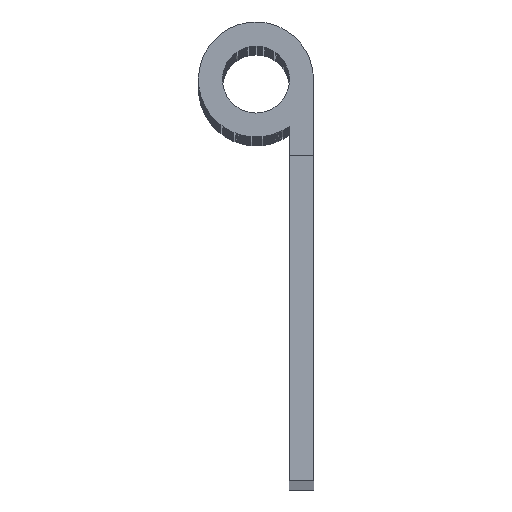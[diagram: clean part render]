
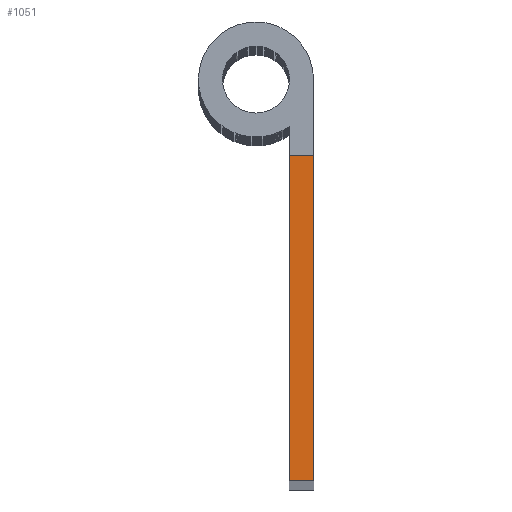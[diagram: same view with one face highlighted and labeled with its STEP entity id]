
A CAD part, top view. The second image highlights one B-rep face of the part: STEP entity #1051.
In plain terms, the highlighted planar face has unit normal (0, 0, 1).
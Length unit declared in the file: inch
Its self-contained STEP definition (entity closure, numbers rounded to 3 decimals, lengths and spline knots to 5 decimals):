
#15=PLANE('',#1165);
#69=LINE('',#1639,#175);
#70=LINE('',#1641,#176);
#71=LINE('',#1643,#177);
#72=LINE('',#1644,#178);
#175=VECTOR('',#1343,39.37008);
#176=VECTOR('',#1344,39.37008);
#177=VECTOR('',#1345,39.37008);
#178=VECTOR('',#1346,39.37008);
#311=FACE_OUTER_BOUND('',#375,.T.);
#375=EDGE_LOOP('',(#779,#780,#781,#782));
#529=VERTEX_POINT('',#1637);
#530=VERTEX_POINT('',#1638);
#531=VERTEX_POINT('',#1640);
#532=VERTEX_POINT('',#1642);
#633=EDGE_CURVE('',#529,#530,#69,.T.);
#634=EDGE_CURVE('',#529,#531,#70,.T.);
#635=EDGE_CURVE('',#531,#532,#71,.T.);
#636=EDGE_CURVE('',#532,#530,#72,.T.);
#779=ORIENTED_EDGE('',*,*,#633,.F.);
#780=ORIENTED_EDGE('',*,*,#634,.T.);
#781=ORIENTED_EDGE('',*,*,#635,.T.);
#782=ORIENTED_EDGE('',*,*,#636,.T.);
#1051=ADVANCED_FACE('',(#311),#15,.T.);
#1165=AXIS2_PLACEMENT_3D('',#1636,#1341,#1342);
#1341=DIRECTION('center_axis',(0.,0.,1.));
#1342=DIRECTION('ref_axis',(1.,0.,0.));
#1343=DIRECTION('',(1.,0.,0.));
#1344=DIRECTION('',(0.,-1.,0.));
#1345=DIRECTION('',(1.,0.,0.));
#1346=DIRECTION('',(0.,1.,0.));
#1636=CARTESIAN_POINT('Origin',(0.,0.,20.));
#1637=CARTESIAN_POINT('',(0.125,-0.285,20.));
#1638=CARTESIAN_POINT('',(0.215,-0.285,20.));
#1639=CARTESIAN_POINT('',(-0.215,-0.285,20.));
#1640=CARTESIAN_POINT('',(0.125,-1.5,20.));
#1641=CARTESIAN_POINT('',(0.125,-1.5,20.));
#1642=CARTESIAN_POINT('',(0.215,-1.5,20.));
#1643=CARTESIAN_POINT('',(0.215,-1.5,20.));
#1644=CARTESIAN_POINT('',(0.215,0.,20.));
